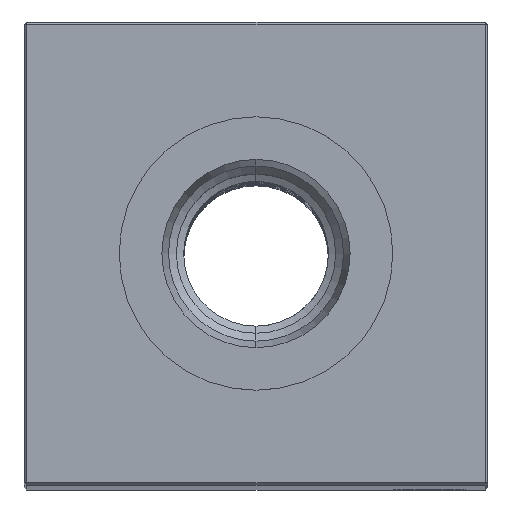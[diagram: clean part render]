
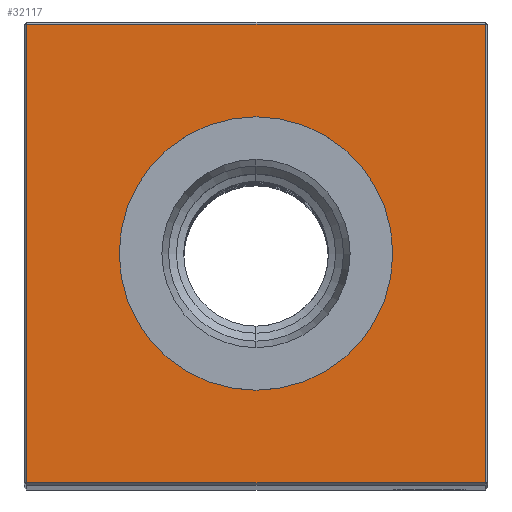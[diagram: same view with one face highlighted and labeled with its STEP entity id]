
A CAD part, top view. The second image highlights one B-rep face of the part: STEP entity #32117.
In plain terms, the highlighted planar face has unit normal (0, 0, 1).
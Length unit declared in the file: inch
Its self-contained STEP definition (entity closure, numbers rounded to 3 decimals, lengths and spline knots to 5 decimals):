
#159 = CARTESIAN_POINT ( 'NONE',  ( -0.99, 0., 12.25 ) ) ;
#1160 = EDGE_CURVE ( 'NONE', #9490, #9677, #5552, .T. ) ;
#1440 = DIRECTION ( 'NONE',  ( -1., 0., 0. ) ) ;
#1630 = VECTOR ( 'NONE', #20509, 39.37008 ) ;
#1853 = EDGE_LOOP ( 'NONE', ( #19288, #30902 ) ) ;
#1883 = CARTESIAN_POINT ( 'NONE',  ( 0.99, -0.99, 12.25 ) ) ;
#2392 = CARTESIAN_POINT ( 'NONE',  ( 0., 0., 12.25 ) ) ;
#2478 = ORIENTED_EDGE ( 'NONE', *, *, #22017, .T. ) ;
#5414 = DIRECTION ( 'NONE',  ( 0., 0., -1. ) ) ;
#5500 = DIRECTION ( 'NONE',  ( 0., 0., -1. ) ) ;
#5552 = CIRCLE ( 'NONE', #23724, 0.59055 ) ;
#6363 = CIRCLE ( 'NONE', #20885, 0.59055 ) ;
#7600 = VERTEX_POINT ( 'NONE', #11113 ) ;
#9490 = VERTEX_POINT ( 'NONE', #11329 ) ;
#9677 = VERTEX_POINT ( 'NONE', #10338 ) ;
#9729 = VECTOR ( 'NONE', #26992, 39.37008 ) ;
#10035 = ORIENTED_EDGE ( 'NONE', *, *, #30310, .T. ) ;
#10260 = LINE ( 'NONE', #27672, #1630 ) ;
#10338 = CARTESIAN_POINT ( 'NONE',  ( 0., 0.59055, 12.25 ) ) ;
#10994 = VECTOR ( 'NONE', #27231, 39.37008 ) ;
#11113 = CARTESIAN_POINT ( 'NONE',  ( -0.99, -0.99, 12.25 ) ) ;
#11329 = CARTESIAN_POINT ( 'NONE',  ( 0., -0.59055, 12.25 ) ) ;
#11357 = AXIS2_PLACEMENT_3D ( 'NONE', #2392, #5500, #27451 ) ;
#12485 = FACE_OUTER_BOUND ( 'NONE', #32121, .T. ) ;
#13315 = EDGE_CURVE ( 'NONE', #24830, #28504, #10260, .T. ) ;
#14120 = EDGE_CURVE ( 'NONE', #28504, #14624, #19754, .T. ) ;
#14306 = CARTESIAN_POINT ( 'NONE',  ( -0.99, 0.99, 12.25 ) ) ;
#14624 = VERTEX_POINT ( 'NONE', #14306 ) ;
#15259 = DIRECTION ( 'NONE',  ( 0., -1., 0. ) ) ;
#15294 = EDGE_CURVE ( 'NONE', #9677, #9490, #6363, .T. ) ;
#15481 = CARTESIAN_POINT ( 'NONE',  ( 0., 0., 12.25 ) ) ;
#17072 = LINE ( 'NONE', #29429, #9729 ) ;
#17360 = FACE_BOUND ( 'NONE', #1853, .T. ) ;
#18519 = CARTESIAN_POINT ( 'NONE',  ( 0., 0., 12.25 ) ) ;
#19288 = ORIENTED_EDGE ( 'NONE', *, *, #15294, .T. ) ;
#19445 = DIRECTION ( 'NONE',  ( -1., 0., 0. ) ) ;
#19754 = LINE ( 'NONE', #27389, #10994 ) ;
#19817 = LINE ( 'NONE', #159, #20723 ) ;
#20509 = DIRECTION ( 'NONE',  ( 0., 1., 0. ) ) ;
#20723 = VECTOR ( 'NONE', #15259, 39.37008 ) ;
#20885 = AXIS2_PLACEMENT_3D ( 'NONE', #15481, #5414, #19445 ) ;
#22017 = EDGE_CURVE ( 'NONE', #14624, #7600, #19817, .T. ) ;
#23724 = AXIS2_PLACEMENT_3D ( 'NONE', #18519, #28607, #1440 ) ;
#24830 = VERTEX_POINT ( 'NONE', #1883 ) ;
#26992 = DIRECTION ( 'NONE',  ( 1., 0., 0. ) ) ;
#27231 = DIRECTION ( 'NONE',  ( -1., 0., 0. ) ) ;
#27389 = CARTESIAN_POINT ( 'NONE',  ( 0., 0.99, 12.25 ) ) ;
#27451 = DIRECTION ( 'NONE',  ( -1., 0., 0. ) ) ;
#27672 = CARTESIAN_POINT ( 'NONE',  ( 0.99, 0., 12.25 ) ) ;
#27796 = CARTESIAN_POINT ( 'NONE',  ( 0.99, 0.99, 12.25 ) ) ;
#28504 = VERTEX_POINT ( 'NONE', #27796 ) ;
#28607 = DIRECTION ( 'NONE',  ( 0., 0., -1. ) ) ;
#29429 = CARTESIAN_POINT ( 'NONE',  ( 0., -0.99, 12.25 ) ) ;
#30226 = PLANE ( 'NONE',  #11357 ) ;
#30310 = EDGE_CURVE ( 'NONE', #7600, #24830, #17072, .T. ) ;
#30902 = ORIENTED_EDGE ( 'NONE', *, *, #1160, .T. ) ;
#30922 = ORIENTED_EDGE ( 'NONE', *, *, #13315, .T. ) ;
#31319 = ORIENTED_EDGE ( 'NONE', *, *, #14120, .T. ) ;
#32117 = ADVANCED_FACE ( 'NONE', ( #12485, #17360 ), #30226, .F. ) ;
#32121 = EDGE_LOOP ( 'NONE', ( #2478, #10035, #30922, #31319 ) ) ;
